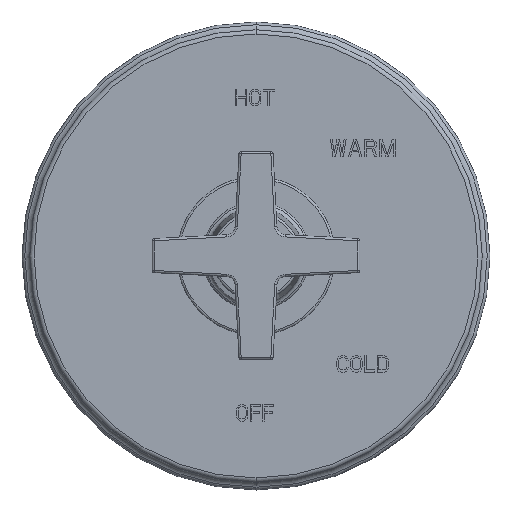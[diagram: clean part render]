
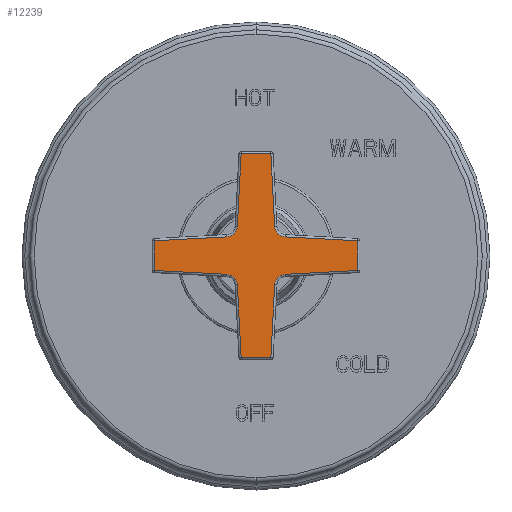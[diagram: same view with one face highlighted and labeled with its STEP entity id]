
A CAD part, top view. The second image highlights one B-rep face of the part: STEP entity #12239.
In plain terms, the highlighted planar face has unit normal (0, 0, 1).
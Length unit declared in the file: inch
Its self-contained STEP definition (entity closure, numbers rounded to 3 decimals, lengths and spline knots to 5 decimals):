
#4098=DIRECTION('',(1.,0.,0.));
#4099=VECTOR('',#4098,0.41306);
#4100=CARTESIAN_POINT('',(-0.20653,-1.413,3.183));
#4101=LINE('',#4100,#4099);
#4102=DIRECTION('',(0.052,-0.999,0.));
#4103=VECTOR('',#4102,1.0084);
#4104=CARTESIAN_POINT('',(-0.25931,-0.40598,3.183));
#4105=LINE('',#4104,#4103);
#4106=CARTESIAN_POINT('',(-0.41409,-0.41409,3.183));
#4107=DIRECTION('',(0.,0.,-1.));
#4108=DIRECTION('',(0.052,0.999,0.));
#4109=AXIS2_PLACEMENT_3D('',#4106,#4107,#4108);
#4111=DIRECTION('',(0.999,-0.052,0.));
#4112=VECTOR('',#4111,1.0084);
#4113=CARTESIAN_POINT('',(-1.413,-0.20653,3.183));
#4114=LINE('',#4113,#4112);
#4115=DIRECTION('',(0.,-1.,0.));
#4116=VECTOR('',#4115,0.41306);
#4117=CARTESIAN_POINT('',(-1.413,0.20653,3.183));
#4118=LINE('',#4117,#4116);
#4119=DIRECTION('',(-0.999,-0.052,0.));
#4120=VECTOR('',#4119,1.0084);
#4121=CARTESIAN_POINT('',(-0.40598,0.25931,3.183));
#4122=LINE('',#4121,#4120);
#4123=CARTESIAN_POINT('',(-0.41409,0.41409,3.183));
#4124=DIRECTION('',(0.,0.,-1.));
#4125=DIRECTION('',(0.999,-0.052,0.));
#4126=AXIS2_PLACEMENT_3D('',#4123,#4124,#4125);
#4128=DIRECTION('',(-0.052,-0.999,0.));
#4129=VECTOR('',#4128,1.0084);
#4130=CARTESIAN_POINT('',(-0.20653,1.413,3.183));
#4131=LINE('',#4130,#4129);
#4132=DIRECTION('',(-1.,0.,0.));
#4133=VECTOR('',#4132,0.41306);
#4134=CARTESIAN_POINT('',(0.20653,1.413,3.183));
#4135=LINE('',#4134,#4133);
#4136=DIRECTION('',(-0.052,0.999,0.));
#4137=VECTOR('',#4136,1.0084);
#4138=CARTESIAN_POINT('',(0.25931,0.40598,3.183));
#4139=LINE('',#4138,#4137);
#4140=CARTESIAN_POINT('',(0.41409,0.41409,3.183));
#4141=DIRECTION('',(0.,0.,-1.));
#4142=DIRECTION('',(-0.052,-0.999,0.));
#4143=AXIS2_PLACEMENT_3D('',#4140,#4141,#4142);
#4145=DIRECTION('',(-0.999,0.052,0.));
#4146=VECTOR('',#4145,1.0084);
#4147=CARTESIAN_POINT('',(1.413,0.20653,3.183));
#4148=LINE('',#4147,#4146);
#4149=DIRECTION('',(0.,1.,0.));
#4150=VECTOR('',#4149,0.41306);
#4151=CARTESIAN_POINT('',(1.413,-0.20653,3.183));
#4152=LINE('',#4151,#4150);
#4153=DIRECTION('',(0.999,0.052,0.));
#4154=VECTOR('',#4153,1.0084);
#4155=CARTESIAN_POINT('',(0.40598,-0.25931,3.183));
#4156=LINE('',#4155,#4154);
#4157=CARTESIAN_POINT('',(0.41409,-0.41409,3.183));
#4158=DIRECTION('',(0.,0.,-1.));
#4159=DIRECTION('',(-0.999,0.052,0.));
#4160=AXIS2_PLACEMENT_3D('',#4157,#4158,#4159);
#4162=DIRECTION('',(0.052,0.999,0.));
#4163=VECTOR('',#4162,1.0084);
#4164=CARTESIAN_POINT('',(0.20653,-1.413,3.183));
#4165=LINE('',#4164,#4163);
#6024=CARTESIAN_POINT('',(-0.20653,-1.413,3.183));
#6025=CARTESIAN_POINT('',(0.20653,-1.413,3.183));
#6026=VERTEX_POINT('',#6024);
#6027=VERTEX_POINT('',#6025);
#6032=CARTESIAN_POINT('',(0.25931,-0.40598,3.183));
#6033=VERTEX_POINT('',#6032);
#6036=CARTESIAN_POINT('',(0.40598,-0.25931,3.183));
#6037=VERTEX_POINT('',#6036);
#6040=CARTESIAN_POINT('',(1.413,-0.20653,3.183));
#6041=VERTEX_POINT('',#6040);
#6046=CARTESIAN_POINT('',(1.413,0.20653,3.183));
#6047=VERTEX_POINT('',#6046);
#6052=CARTESIAN_POINT('',(0.40598,0.25931,3.183));
#6053=VERTEX_POINT('',#6052);
#6056=CARTESIAN_POINT('',(0.25931,0.40598,3.183));
#6057=VERTEX_POINT('',#6056);
#6060=CARTESIAN_POINT('',(0.20653,1.413,3.183));
#6061=VERTEX_POINT('',#6060);
#6066=CARTESIAN_POINT('',(-0.20653,1.413,3.183));
#6067=VERTEX_POINT('',#6066);
#6072=CARTESIAN_POINT('',(-0.25931,0.40598,3.183));
#6073=VERTEX_POINT('',#6072);
#6076=CARTESIAN_POINT('',(-0.40598,0.25931,3.183));
#6077=VERTEX_POINT('',#6076);
#6080=CARTESIAN_POINT('',(-1.413,0.20653,3.183));
#6081=VERTEX_POINT('',#6080);
#6086=CARTESIAN_POINT('',(-1.413,-0.20653,3.183));
#6087=VERTEX_POINT('',#6086);
#6092=CARTESIAN_POINT('',(-0.40598,-0.25931,3.183));
#6093=VERTEX_POINT('',#6092);
#6096=CARTESIAN_POINT('',(-0.25931,-0.40598,3.183));
#6097=VERTEX_POINT('',#6096);
#12201=CARTESIAN_POINT('',(0.,0.,3.183));
#12202=DIRECTION('',(0.,0.,-1.));
#12203=DIRECTION('',(0.,-1.,0.));
#12204=AXIS2_PLACEMENT_3D('',#12201,#12202,#12203);
#12205=PLANE('',#12204);
#12207=ORIENTED_EDGE('',*,*,#12206,.F.);
#12208=ORIENTED_EDGE('',*,*,#12191,.F.);
#12210=ORIENTED_EDGE('',*,*,#12209,.F.);
#12212=ORIENTED_EDGE('',*,*,#12211,.F.);
#12214=ORIENTED_EDGE('',*,*,#12213,.F.);
#12216=ORIENTED_EDGE('',*,*,#12215,.F.);
#12218=ORIENTED_EDGE('',*,*,#12217,.F.);
#12220=ORIENTED_EDGE('',*,*,#12219,.F.);
#12222=ORIENTED_EDGE('',*,*,#12221,.F.);
#12224=ORIENTED_EDGE('',*,*,#12223,.F.);
#12226=ORIENTED_EDGE('',*,*,#12225,.F.);
#12228=ORIENTED_EDGE('',*,*,#12227,.F.);
#12230=ORIENTED_EDGE('',*,*,#12229,.F.);
#12232=ORIENTED_EDGE('',*,*,#12231,.F.);
#12234=ORIENTED_EDGE('',*,*,#12233,.F.);
#12236=ORIENTED_EDGE('',*,*,#12235,.F.);
#12237=EDGE_LOOP('',(#12207,#12208,#12210,#12212,#12214,#12216,#12218,#12220,
#12222,#12224,#12226,#12228,#12230,#12232,#12234,#12236));
#12238=FACE_OUTER_BOUND('',#12237,.F.);
#12239=ADVANCED_FACE('',(#12238),#12205,.F.);
#4110=CIRCLE('',#4109,0.155);
#4127=CIRCLE('',#4126,0.155);
#4144=CIRCLE('',#4143,0.155);
#4161=CIRCLE('',#4160,0.155);
#12191=EDGE_CURVE('',#6097,#6026,#4105,.T.);
#12206=EDGE_CURVE('',#6026,#6027,#4101,.T.);
#12209=EDGE_CURVE('',#6093,#6097,#4110,.T.);
#12211=EDGE_CURVE('',#6087,#6093,#4114,.T.);
#12213=EDGE_CURVE('',#6081,#6087,#4118,.T.);
#12215=EDGE_CURVE('',#6077,#6081,#4122,.T.);
#12217=EDGE_CURVE('',#6073,#6077,#4127,.T.);
#12219=EDGE_CURVE('',#6067,#6073,#4131,.T.);
#12221=EDGE_CURVE('',#6061,#6067,#4135,.T.);
#12223=EDGE_CURVE('',#6057,#6061,#4139,.T.);
#12225=EDGE_CURVE('',#6053,#6057,#4144,.T.);
#12227=EDGE_CURVE('',#6047,#6053,#4148,.T.);
#12229=EDGE_CURVE('',#6041,#6047,#4152,.T.);
#12231=EDGE_CURVE('',#6037,#6041,#4156,.T.);
#12233=EDGE_CURVE('',#6033,#6037,#4161,.T.);
#12235=EDGE_CURVE('',#6027,#6033,#4165,.T.);
